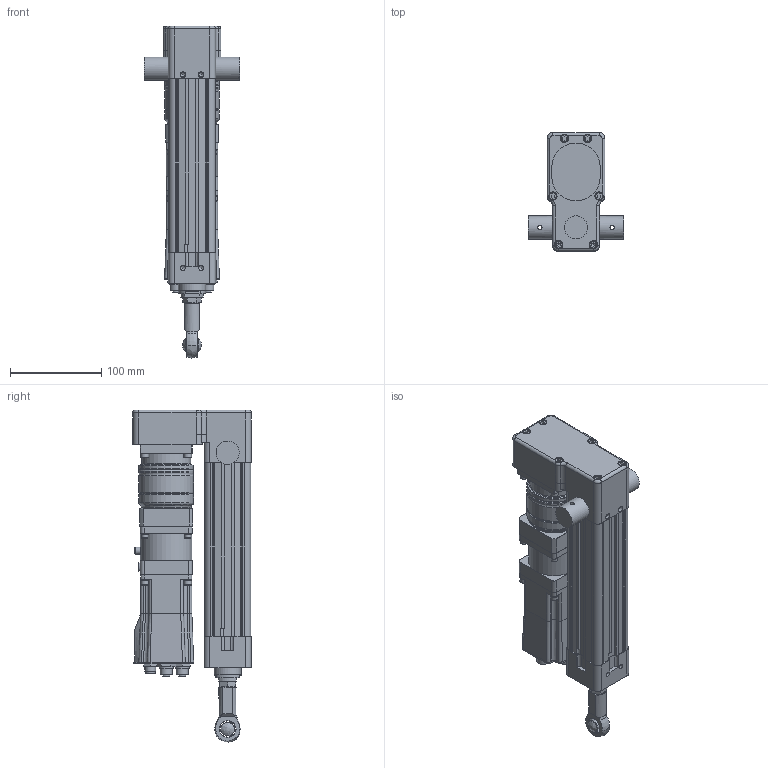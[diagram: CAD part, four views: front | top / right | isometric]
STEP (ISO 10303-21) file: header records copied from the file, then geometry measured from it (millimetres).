
FILE_DESCRIPTION (( 'STEP AP203' ), '1' );
FILE_NAME ('RS-486659-1.step', '2025-04-21T16:23:59', ( '' ), ( '' ), 'SwSTEP 2.0', 'SolidWorks 2024', '' );
FILE_SCHEMA (( 'CONFIG_CONTROL_DESIGN' ));
Length unit declared in the file: inch
Products named in the file (6): tempJoin1_83169035_RS-486659-1; RS-486659-1; 11249028_RS-486659-1; Base_RS-486659-1; 36049350_RS-486659-1; tempJoin0_11249085_RS-486659-1
Assembly tree (5 placements, depth 2):
  RS-486659-1
    11249028_RS-486659-1
    36049350_RS-486659-1
    tempJoin1_83169035_RS-486659-1
    tempJoin0_11249085_RS-486659-1
    Base_RS-486659-1
Bounding box: 104.65 x 130.18 x 364.79 mm (x, y, z)
Volume: 1405853.4 mm3; surface area: 286591.9 mm2
Topology: 15 solids, 43 shells, 1439 faces, 3468 edges, 2244 vertices
Faces by surface type: plane 793, cylinder 444, cone 136, torus 35, bspline 31
Full cylindrical faces by diameter (mm): 0.75 x4, 1 x21, 2.459 x1, 3.175 x1, 3.3 x4, 3.4 x1, 3.797 x4, 3.967 x1, 4 x4, 4.134 x4, 4.2 x8, 4.3 x2, 4.572 x2, 4.826 x1, 5 x8, 5.105 x4, 5.2 x5, 5.5 x4, 5.6 x1, 5.613 x4, 6 x1, 6.35 x4, 6.7 x1, 7 x4, 7.4 x1, 7.442 x4, 7.925 x1, 8 x3, 8.1 x1, 8.331 x1
Entity records: 45095 total; most frequent: CARTESIAN_POINT 12660, DIRECTION 6591, ORIENTED_EDGE 6050, EDGE_CURVE 3025, AXIS2_PLACEMENT_3D 2466, VERTEX_POINT 2115, EDGE_LOOP 1970, LINE 1659
